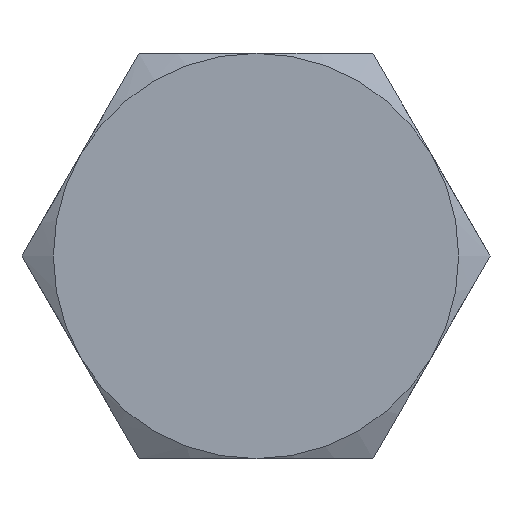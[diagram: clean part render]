
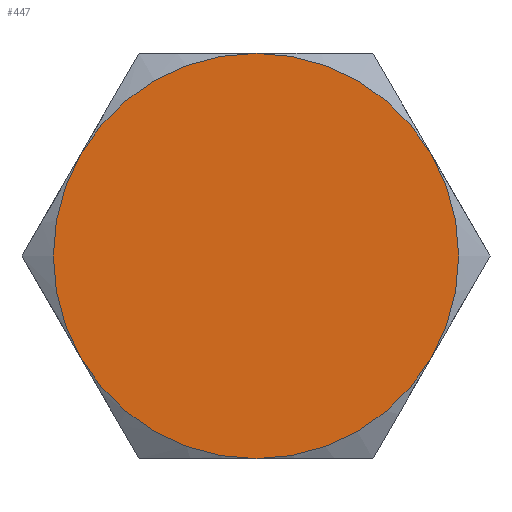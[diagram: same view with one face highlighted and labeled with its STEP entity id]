
A CAD part, left-side view. The second image highlights one B-rep face of the part: STEP entity #447.
In plain terms, the highlighted planar face has unit normal (-1, 0, 0).
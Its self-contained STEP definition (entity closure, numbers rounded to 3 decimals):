
#7 = CIRCLE ( 'NONE', #108, 6.5 ) ;
#15 = CIRCLE ( 'NONE', #723, 6.5 ) ;
#17 = EDGE_LOOP ( 'NONE', ( #451, #114, #274, #163, #125, #417 ) ) ;
#28 = CARTESIAN_POINT ( 'NONE',  ( 0., 5.629, 3.25 ) ) ;
#30 = DIRECTION ( 'NONE',  ( 0., 0., -1. ) ) ;
#46 = EDGE_CURVE ( 'NONE', #211, #690, #15, .T. ) ;
#48 = CARTESIAN_POINT ( 'NONE',  ( 0., 0., 0. ) ) ;
#50 = DIRECTION ( 'NONE',  ( -1., 0., 0. ) ) ;
#51 = CIRCLE ( 'NONE', #585, 6.5 ) ;
#60 = DIRECTION ( 'NONE',  ( 0., 0., -1. ) ) ;
#108 = AXIS2_PLACEMENT_3D ( 'NONE', #238, #578, #353 ) ;
#114 = ORIENTED_EDGE ( 'NONE', *, *, #551, .F. ) ;
#116 = AXIS2_PLACEMENT_3D ( 'NONE', #169, #345, #226 ) ;
#125 = ORIENTED_EDGE ( 'NONE', *, *, #644, .T. ) ;
#127 = VERTEX_POINT ( 'NONE', #232 ) ;
#138 = CARTESIAN_POINT ( 'NONE',  ( 0., 0., -6.5 ) ) ;
#141 = DIRECTION ( 'NONE',  ( 1., 0., 0. ) ) ;
#152 = AXIS2_PLACEMENT_3D ( 'NONE', #440, #218, #30 ) ;
#155 = AXIS2_PLACEMENT_3D ( 'NONE', #48, #468, #458 ) ;
#163 = ORIENTED_EDGE ( 'NONE', *, *, #46, .F. ) ;
#169 = CARTESIAN_POINT ( 'NONE',  ( 0., 0., 0. ) ) ;
#193 = CARTESIAN_POINT ( 'NONE',  ( 0., -5.629, 3.25 ) ) ;
#211 = VERTEX_POINT ( 'NONE', #641 ) ;
#218 = DIRECTION ( 'NONE',  ( 1., 0., 0. ) ) ;
#226 = DIRECTION ( 'NONE',  ( 0., 0., -1. ) ) ;
#232 = CARTESIAN_POINT ( 'NONE',  ( 0., -5.629, -3.25 ) ) ;
#238 = CARTESIAN_POINT ( 'NONE',  ( 0., 0., 0. ) ) ;
#250 = VERTEX_POINT ( 'NONE', #639 ) ;
#258 = DIRECTION ( 'NONE',  ( 0., 0., -1. ) ) ;
#274 = ORIENTED_EDGE ( 'NONE', *, *, #535, .F. ) ;
#291 = EDGE_CURVE ( 'NONE', #250, #514, #7, .T. ) ;
#298 = CARTESIAN_POINT ( 'NONE',  ( 0., 0., 0. ) ) ;
#345 = DIRECTION ( 'NONE',  ( 1., 0., 0. ) ) ;
#353 = DIRECTION ( 'NONE',  ( 0., 0., -1. ) ) ;
#358 = AXIS2_PLACEMENT_3D ( 'NONE', #700, #424, #60 ) ;
#367 = CIRCLE ( 'NONE', #155, 6.5 ) ;
#402 = EDGE_CURVE ( 'NONE', #680, #250, #456, .T. ) ;
#417 = ORIENTED_EDGE ( 'NONE', *, *, #291, .F. ) ;
#424 = DIRECTION ( 'NONE',  ( 1., 0., 0. ) ) ;
#440 = CARTESIAN_POINT ( 'NONE',  ( 0., 7.506, 0. ) ) ;
#447 = ADVANCED_FACE ( 'NONE', ( #745 ), #547, .F. ) ;
#451 = ORIENTED_EDGE ( 'NONE', *, *, #402, .F. ) ;
#456 = CIRCLE ( 'NONE', #358, 6.5 ) ;
#458 = DIRECTION ( 'NONE',  ( 0., 0., -1. ) ) ;
#468 = DIRECTION ( 'NONE',  ( 1., 0., 0. ) ) ;
#469 = DIRECTION ( 'NONE',  ( 0., 0., 1. ) ) ;
#494 = CARTESIAN_POINT ( 'NONE',  ( 0., 0., 0. ) ) ;
#514 = VERTEX_POINT ( 'NONE', #28 ) ;
#535 = EDGE_CURVE ( 'NONE', #690, #127, #568, .T. ) ;
#547 = PLANE ( 'NONE',  #152 ) ;
#551 = EDGE_CURVE ( 'NONE', #127, #680, #367, .T. ) ;
#568 = CIRCLE ( 'NONE', #116, 6.5 ) ;
#578 = DIRECTION ( 'NONE',  ( 1., 0., 0. ) ) ;
#585 = AXIS2_PLACEMENT_3D ( 'NONE', #298, #50, #469 ) ;
#639 = CARTESIAN_POINT ( 'NONE',  ( 0., 5.629, -3.25 ) ) ;
#641 = CARTESIAN_POINT ( 'NONE',  ( 0., 0., 6.5 ) ) ;
#644 = EDGE_CURVE ( 'NONE', #211, #514, #51, .T. ) ;
#680 = VERTEX_POINT ( 'NONE', #138 ) ;
#690 = VERTEX_POINT ( 'NONE', #193 ) ;
#700 = CARTESIAN_POINT ( 'NONE',  ( 0., 0., 0. ) ) ;
#723 = AXIS2_PLACEMENT_3D ( 'NONE', #494, #141, #258 ) ;
#745 = FACE_OUTER_BOUND ( 'NONE', #17, .T. ) ;
